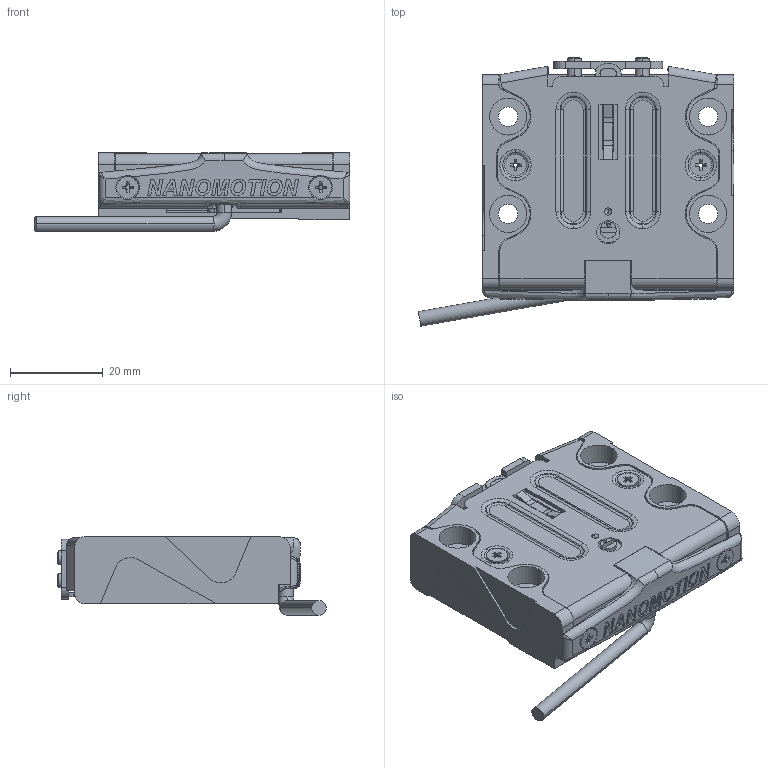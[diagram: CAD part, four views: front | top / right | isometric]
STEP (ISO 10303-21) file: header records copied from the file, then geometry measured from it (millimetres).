
FILE_DESCRIPTION (( 'STEP AP214' ), '1' );
FILE_NAME ('SE4-1-V-3-ICD.STEP', '2019-03-12T13:18:45', ( 'leonid' ), ( '' ), 'SwSTEP 2.0', 'SolidWorks 2015', '' );
FILE_SCHEMA (( 'AUTOMOTIVE_DESIGN' ));
Length unit declared in the file: millimetre
Products named in the file (2): SE4-1-V-3-ICD
Bounding box: 68.09 x 57.95 x 17 mm (x, y, z)
Surface area: 14845.5 mm2 (no closed solid volume)
Topology: 0 solids, 23 shells, 784 faces, 3037 edges, 2173 vertices
Faces by surface type: plane 401, cylinder 179, bspline 129, cone 45, torus 20, sphere 10
Entity records: 46452 total; most frequent: CARTESIAN_POINT 14293, ORIENTED_EDGE 4877, DIRECTION 4232, EDGE_CURVE 3027, VERTEX_POINT 2173, LINE 1688, VECTOR 1688, AXIS2_PLACEMENT_3D 1272
